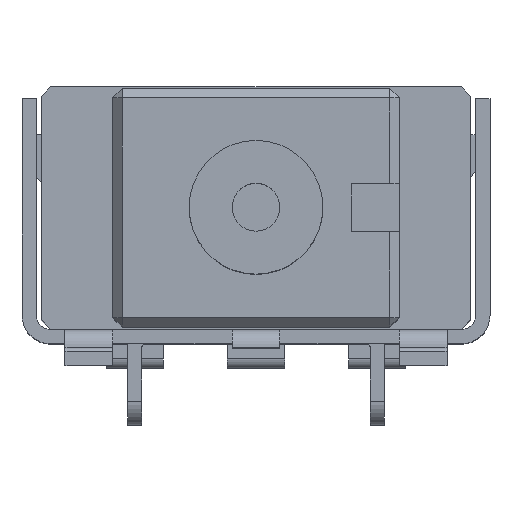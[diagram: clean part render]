
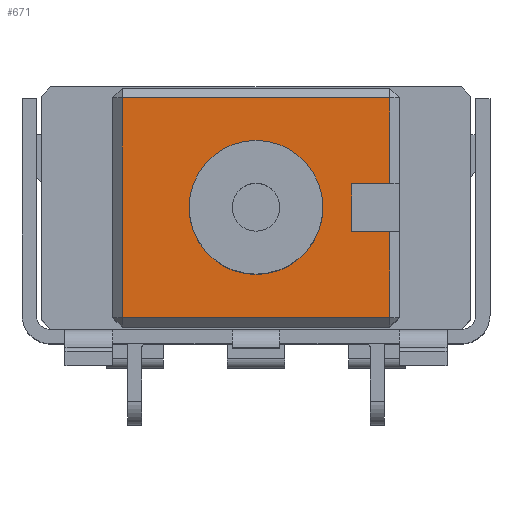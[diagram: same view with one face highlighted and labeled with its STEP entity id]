
A CAD part, top view. The second image highlights one B-rep face of the part: STEP entity #671.
In plain terms, the highlighted planar face has unit normal (0, 0, 1).
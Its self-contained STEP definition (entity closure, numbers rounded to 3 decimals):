
#671 = ADVANCED_FACE( '', ( #1318, #1319 ), #1320, .T. );
#1318 = FACE_BOUND( '', #1961, .T. );
#1319 = FACE_OUTER_BOUND( '', #1962, .T. );
#1320 = PLANE( '', #1963 );
#1961 = EDGE_LOOP( '', ( #3667 ) );
#1962 = EDGE_LOOP( '', ( #3668, #3669, #3670, #3671, #3672, #3673, #3674, #3675 ) );
#1963 = AXIS2_PLACEMENT_3D( '', #3676, #3677, #3678 );
#3667 = ORIENTED_EDGE( '', *, *, #4179, .F. );
#3668 = ORIENTED_EDGE( '', *, *, #4403, .T. );
#3669 = ORIENTED_EDGE( '', *, *, #3980, .T. );
#3670 = ORIENTED_EDGE( '', *, *, #4670, .T. );
#3671 = ORIENTED_EDGE( '', *, *, #4518, .T. );
#3672 = ORIENTED_EDGE( '', *, *, #4388, .T. );
#3673 = ORIENTED_EDGE( '', *, *, #4648, .T. );
#3674 = ORIENTED_EDGE( '', *, *, #4468, .T. );
#3675 = ORIENTED_EDGE( '', *, *, #4553, .T. );
#3676 = CARTESIAN_POINT( '', ( -3., -2.5, 12.3 ) );
#3677 = DIRECTION( '', ( 0., 0., 1. ) );
#3678 = DIRECTION( '', ( 1., 0., 0. ) );
#3980 = EDGE_CURVE( '', #4734, #4738, #4740, .T. );
#4179 = EDGE_CURVE( '', #5086, #5086, #5087, .T. );
#4388 = EDGE_CURVE( '', #5349, #5404, #5406, .T. );
#4403 = EDGE_CURVE( '', #5427, #4734, #5428, .T. );
#4468 = EDGE_CURVE( '', #5515, #5516, #5517, .T. );
#4518 = EDGE_CURVE( '', #4907, #5349, #5589, .T. );
#4553 = EDGE_CURVE( '', #5516, #5427, #5631, .T. );
#4648 = EDGE_CURVE( '', #5404, #5515, #5741, .T. );
#4670 = EDGE_CURVE( '', #4738, #4907, #5764, .T. );
#4734 = VERTEX_POINT( '', #5834 );
#4738 = VERTEX_POINT( '', #5840 );
#4740 = LINE( '', #5843, #5844 );
#4907 = VERTEX_POINT( '', #6071 );
#5086 = VERTEX_POINT( '', #6322 );
#5087 = CIRCLE( '', #6323, 1.4 );
#5349 = VERTEX_POINT( '', #6706 );
#5404 = VERTEX_POINT( '', #6783 );
#5406 = LINE( '', #6786, #6787 );
#5427 = VERTEX_POINT( '', #6817 );
#5428 = LINE( '', #6818, #6819 );
#5515 = VERTEX_POINT( '', #6943 );
#5516 = VERTEX_POINT( '', #6944 );
#5517 = LINE( '', #6945, #6946 );
#5589 = LINE( '', #7053, #7054 );
#5631 = LINE( '', #7116, #7117 );
#5741 = LINE( '', #7283, #7284 );
#5764 = LINE( '', #7314, #7315 );
#5834 = CARTESIAN_POINT( '', ( 2.8, 0.5, 12.3 ) );
#5840 = CARTESIAN_POINT( '', ( 2.8, 2.3, 12.3 ) );
#5843 = CARTESIAN_POINT( '', ( 2.8, -2.5, 12.3 ) );
#5844 = VECTOR( '', #7385, 1000. );
#6071 = CARTESIAN_POINT( '', ( -2.8, 2.3, 12.3 ) );
#6322 = CARTESIAN_POINT( '', ( 1.4, 0., 12.3 ) );
#6323 = AXIS2_PLACEMENT_3D( '', #7596, #7597, #7598 );
#6706 = CARTESIAN_POINT( '', ( -2.8, -2.3, 12.3 ) );
#6783 = CARTESIAN_POINT( '', ( 2.8, -2.3, 12.3 ) );
#6786 = CARTESIAN_POINT( '', ( 3., -2.3, 12.3 ) );
#6787 = VECTOR( '', #7800, 1000. );
#6817 = CARTESIAN_POINT( '', ( 2., 0.5, 12.3 ) );
#6818 = CARTESIAN_POINT( '', ( 2., 0.5, 12.3 ) );
#6819 = VECTOR( '', #7813, 1000. );
#6943 = CARTESIAN_POINT( '', ( 2.8, -0.5, 12.3 ) );
#6944 = CARTESIAN_POINT( '', ( 2., -0.5, 12.3 ) );
#6945 = CARTESIAN_POINT( '', ( 3., -0.5, 12.3 ) );
#6946 = VECTOR( '', #7878, 1000. );
#7053 = CARTESIAN_POINT( '', ( -2.8, -2.5, 12.3 ) );
#7054 = VECTOR( '', #7920, 1000. );
#7116 = CARTESIAN_POINT( '', ( 2., -0.5, 12.3 ) );
#7117 = VECTOR( '', #7950, 1000. );
#7283 = CARTESIAN_POINT( '', ( 2.8, -2.5, 12.3 ) );
#7284 = VECTOR( '', #8028, 1000. );
#7314 = CARTESIAN_POINT( '', ( -3., 2.3, 12.3 ) );
#7315 = VECTOR( '', #8048, 1000. );
#7385 = DIRECTION( '', ( 0., 1., 0. ) );
#7596 = CARTESIAN_POINT( '', ( 0., 0., 12.3 ) );
#7597 = DIRECTION( '', ( 0., 0., 1. ) );
#7598 = DIRECTION( '', ( 1., 0., 0. ) );
#7800 = DIRECTION( '', ( 1., 0., 0. ) );
#7813 = DIRECTION( '', ( 1., 0., 0. ) );
#7878 = DIRECTION( '', ( -1., 0., 0. ) );
#7920 = DIRECTION( '', ( 0., -1., 0. ) );
#7950 = DIRECTION( '', ( 0., 1., 0. ) );
#8028 = DIRECTION( '', ( 0., 1., 0. ) );
#8048 = DIRECTION( '', ( -1., 0., 0. ) );
